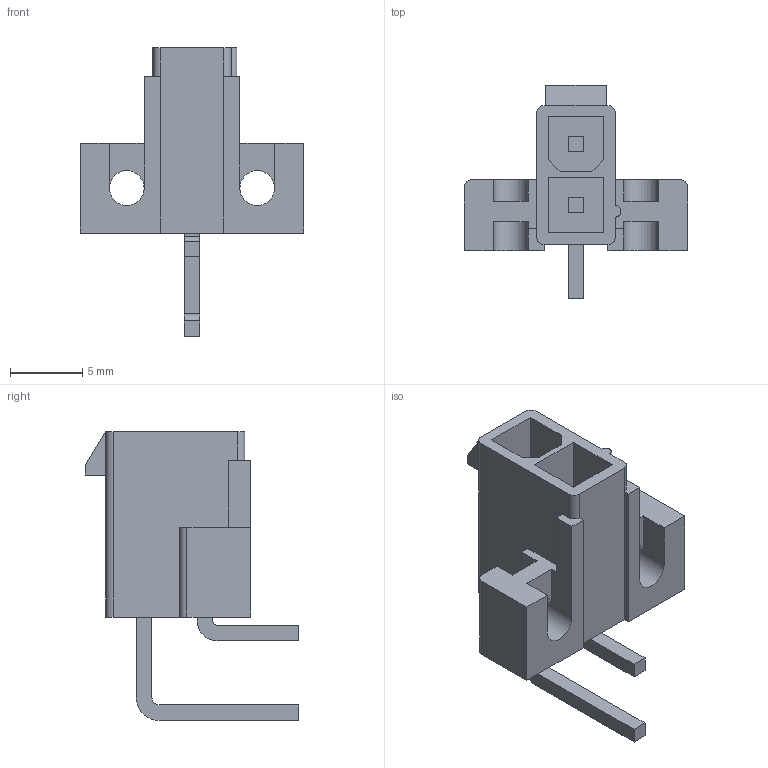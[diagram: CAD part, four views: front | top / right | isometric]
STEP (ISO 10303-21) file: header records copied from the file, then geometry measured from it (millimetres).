
FILE_DESCRIPTION((''),'2;1');
FILE_NAME('874270212','2010-03-10T',('gga'),(''),'PRO/ENGINEER BY PARAMETRIC TECHNOLOGY CORPORATION, 2003451','PRO/ENGINEER BY PARAMETRIC TECHNOLOGY CORPORATION, 2003451','');
FILE_SCHEMA(('CONFIG_CONTROL_DESIGN'));
Length unit declared in the file: millimetre
Products named in the file (1): 874270212
Bounding box: 15.4 x 14.7 x 19.93 mm (x, y, z)
Volume: 675.7 mm3; surface area: 1209.4 mm2
Topology: 1 solids, 1 shells, 89 faces, 253 edges, 170 vertices
Faces by surface type: plane 74, cylinder 15
Entity records: 2900 total; most frequent: CARTESIAN_POINT 502, ORIENTED_EDGE 486, DIRECTION 473, EDGE_CURVE 243, VECTOR 215, LINE 215, VERTEX_POINT 158, AXIS2_PLACEMENT_3D 129
